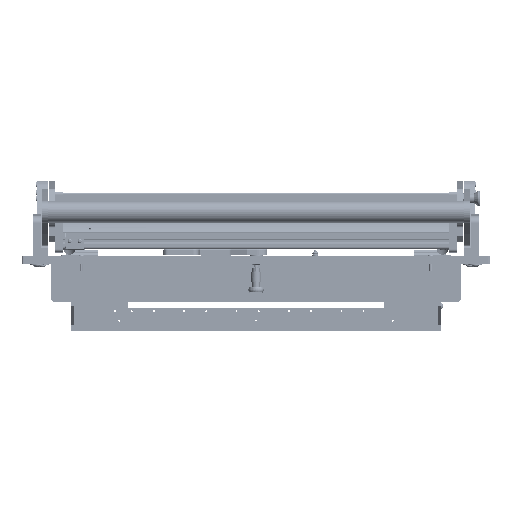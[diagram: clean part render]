
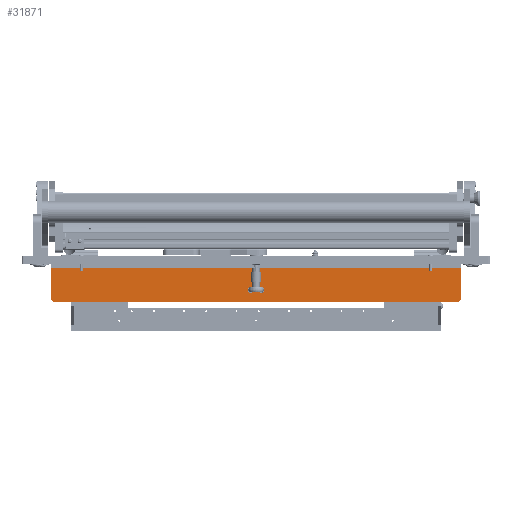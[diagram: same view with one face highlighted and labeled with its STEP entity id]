
A CAD part, top view. The second image highlights one B-rep face of the part: STEP entity #31871.
In plain terms, the highlighted face is planar.
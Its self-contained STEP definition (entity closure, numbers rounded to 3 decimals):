
#36 = CIRCLE ( 'NONE', #56899, 1.7 ) ;
#760 = CARTESIAN_POINT ( 'NONE',  ( -6., -34., 7. ) ) ;
#2003 = CARTESIAN_POINT ( 'NONE',  ( -6., -6., -270. ) ) ;
#2994 = EDGE_CURVE ( 'NONE', #27337, #33741, #6676, .T. ) ;
#3012 = EDGE_LOOP ( 'NONE', ( #66676, #23979 ) ) ;
#5781 = CARTESIAN_POINT ( 'NONE',  ( -6., -50., 270. ) ) ;
#6307 = CARTESIAN_POINT ( 'NONE',  ( -6., -50., -267. ) ) ;
#6379 = VECTOR ( 'NONE', #62518, 1000. ) ;
#6676 = LINE ( 'NONE', #44342, #38920 ) ;
#7409 = AXIS2_PLACEMENT_3D ( 'NONE', #760, #38472, #64120 ) ;
#7874 = DIRECTION ( 'NONE',  ( 0., 0., -1. ) ) ;
#8444 = DIRECTION ( 'NONE',  ( 1., 0., 0. ) ) ;
#8881 = EDGE_LOOP ( 'NONE', ( #41992, #58848 ) ) ;
#9801 = CARTESIAN_POINT ( 'NONE',  ( -6., -34., -7. ) ) ;
#11368 = DIRECTION ( 'NONE',  ( 0., 1., 0. ) ) ;
#11626 = CARTESIAN_POINT ( 'NONE',  ( -6., -34., 5.3 ) ) ;
#12917 = CARTESIAN_POINT ( 'NONE',  ( -6., -50., -267. ) ) ;
#12935 = AXIS2_PLACEMENT_3D ( 'NONE', #9801, #72738, #16041 ) ;
#13734 = CARTESIAN_POINT ( 'NONE',  ( -6., -34., -5.3 ) ) ;
#13771 = VERTEX_POINT ( 'NONE', #24596 ) ;
#14294 = FACE_BOUND ( 'NONE', #3012, .T. ) ;
#16041 = DIRECTION ( 'NONE',  ( 0., 1., 0. ) ) ;
#16646 = EDGE_CURVE ( 'NONE', #33741, #13771, #77133, .T. ) ;
#17208 = CARTESIAN_POINT ( 'NONE',  ( -6., -6., 270. ) ) ;
#17414 = LINE ( 'NONE', #5781, #6379 ) ;
#17897 = VECTOR ( 'NONE', #19620, 1000. ) ;
#18522 = EDGE_CURVE ( 'NONE', #59515, #59352, #27515, .T. ) ;
#18526 = LINE ( 'NONE', #69015, #60553 ) ;
#19620 = DIRECTION ( 'NONE',  ( 0., -1., 0. ) ) ;
#19994 = VECTOR ( 'NONE', #70444, 1000. ) ;
#23400 = VECTOR ( 'NONE', #73917, 1000. ) ;
#23408 = CARTESIAN_POINT ( 'NONE',  ( -6., -34., -7. ) ) ;
#23979 = ORIENTED_EDGE ( 'NONE', *, *, #18522, .T. ) ;
#24017 = AXIS2_PLACEMENT_3D ( 'NONE', #73197, #30558, #42944 ) ;
#24372 = VERTEX_POINT ( 'NONE', #11626 ) ;
#24596 = CARTESIAN_POINT ( 'NONE',  ( -6., -47., -270. ) ) ;
#26745 = FACE_BOUND ( 'NONE', #8881, .T. ) ;
#27337 = VERTEX_POINT ( 'NONE', #61554 ) ;
#27515 = CIRCLE ( 'NONE', #12935, 1.7 ) ;
#27546 = DIRECTION ( 'NONE',  ( 0., 1., 0. ) ) ;
#27683 = CARTESIAN_POINT ( 'NONE',  ( -6., -34., 8.7 ) ) ;
#30454 = VERTEX_POINT ( 'NONE', #70873 ) ;
#30558 = DIRECTION ( 'NONE',  ( 1., 0., 0. ) ) ;
#31871 = ADVANCED_FACE ( 'NONE', ( #26745, #14294, #39524 ), #39951, .F. ) ;
#33741 = VERTEX_POINT ( 'NONE', #2003 ) ;
#38472 = DIRECTION ( 'NONE',  ( 1., 0., 0. ) ) ;
#38920 = VECTOR ( 'NONE', #7874, 1000. ) ;
#39161 = ORIENTED_EDGE ( 'NONE', *, *, #75844, .F. ) ;
#39253 = ORIENTED_EDGE ( 'NONE', *, *, #70921, .F. ) ;
#39524 = FACE_OUTER_BOUND ( 'NONE', #71491, .T. ) ;
#39951 = PLANE ( 'NONE',  #80218 ) ;
#40326 = ORIENTED_EDGE ( 'NONE', *, *, #63481, .T. ) ;
#41992 = ORIENTED_EDGE ( 'NONE', *, *, #70181, .T. ) ;
#42103 = VERTEX_POINT ( 'NONE', #27683 ) ;
#42944 = DIRECTION ( 'NONE',  ( 0., 1., 0. ) ) ;
#44342 = CARTESIAN_POINT ( 'NONE',  ( -6., -6., 270. ) ) ;
#45220 = LINE ( 'NONE', #6307, #19994 ) ;
#48125 = ORIENTED_EDGE ( 'NONE', *, *, #61306, .T. ) ;
#52081 = VERTEX_POINT ( 'NONE', #12917 ) ;
#56101 = DIRECTION ( 'NONE',  ( 1., 0., 0. ) ) ;
#56899 = AXIS2_PLACEMENT_3D ( 'NONE', #23408, #56101, #11368 ) ;
#56905 = ORIENTED_EDGE ( 'NONE', *, *, #16646, .T. ) ;
#57270 = CARTESIAN_POINT ( 'NONE',  ( -6., -6., -270. ) ) ;
#58344 = EDGE_CURVE ( 'NONE', #42103, #24372, #71574, .T. ) ;
#58848 = ORIENTED_EDGE ( 'NONE', *, *, #58344, .T. ) ;
#59352 = VERTEX_POINT ( 'NONE', #75027 ) ;
#59515 = VERTEX_POINT ( 'NONE', #13734 ) ;
#60280 = CIRCLE ( 'NONE', #7409, 1.7 ) ;
#60553 = VECTOR ( 'NONE', #62004, 1000. ) ;
#61306 = EDGE_CURVE ( 'NONE', #30454, #76377, #18526, .T. ) ;
#61554 = CARTESIAN_POINT ( 'NONE',  ( -6., -6., 270. ) ) ;
#61914 = LINE ( 'NONE', #17208, #23400 ) ;
#62004 = DIRECTION ( 'NONE',  ( 0., 0.707, 0.707 ) ) ;
#62518 = DIRECTION ( 'NONE',  ( 0., 0., -1. ) ) ;
#63481 = EDGE_CURVE ( 'NONE', #13771, #52081, #45220, .T. ) ;
#64120 = DIRECTION ( 'NONE',  ( 0., 1., 0. ) ) ;
#65216 = CARTESIAN_POINT ( 'NONE',  ( -6., -6., 270. ) ) ;
#66676 = ORIENTED_EDGE ( 'NONE', *, *, #77824, .T. ) ;
#69015 = CARTESIAN_POINT ( 'NONE',  ( -6., -47., 270. ) ) ;
#70181 = EDGE_CURVE ( 'NONE', #24372, #42103, #60280, .T. ) ;
#70444 = DIRECTION ( 'NONE',  ( 0., -0.707, 0.707 ) ) ;
#70565 = ORIENTED_EDGE ( 'NONE', *, *, #2994, .T. ) ;
#70873 = CARTESIAN_POINT ( 'NONE',  ( -6., -50., 267. ) ) ;
#70921 = EDGE_CURVE ( 'NONE', #27337, #76377, #61914, .T. ) ;
#71491 = EDGE_LOOP ( 'NONE', ( #39161, #48125, #39253, #70565, #56905, #40326 ) ) ;
#71574 = CIRCLE ( 'NONE', #24017, 1.7 ) ;
#72054 = CARTESIAN_POINT ( 'NONE',  ( -6., -47., 270. ) ) ;
#72738 = DIRECTION ( 'NONE',  ( 1., 0., 0. ) ) ;
#73197 = CARTESIAN_POINT ( 'NONE',  ( -6., -34., 7. ) ) ;
#73917 = DIRECTION ( 'NONE',  ( 0., -1., 0. ) ) ;
#75027 = CARTESIAN_POINT ( 'NONE',  ( -6., -34., -8.7 ) ) ;
#75844 = EDGE_CURVE ( 'NONE', #30454, #52081, #17414, .T. ) ;
#76377 = VERTEX_POINT ( 'NONE', #72054 ) ;
#77133 = LINE ( 'NONE', #57270, #17897 ) ;
#77824 = EDGE_CURVE ( 'NONE', #59352, #59515, #36, .T. ) ;
#80218 = AXIS2_PLACEMENT_3D ( 'NONE', #65216, #8444, #27546 ) ;
